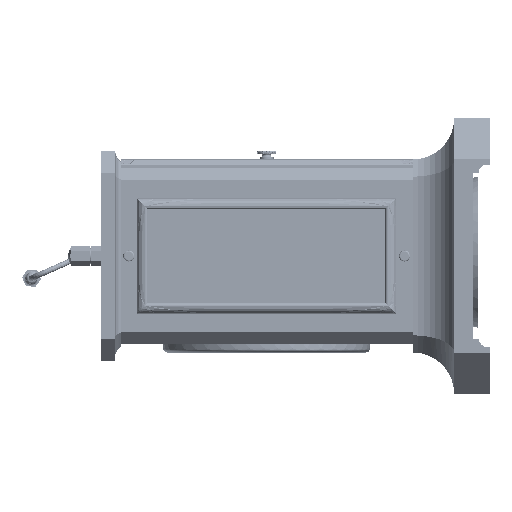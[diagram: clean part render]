
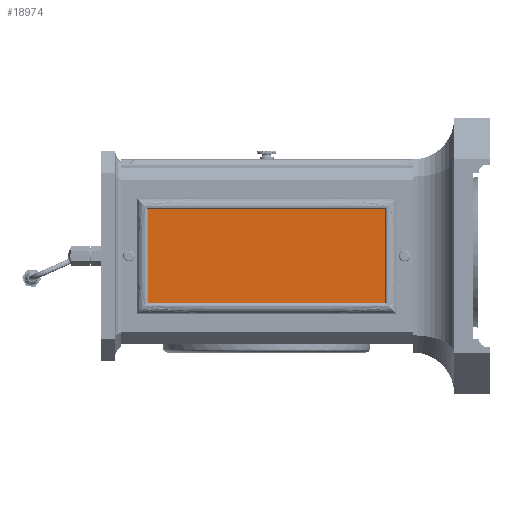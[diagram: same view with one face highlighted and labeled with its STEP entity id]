
A CAD part, left-side view. The second image highlights one B-rep face of the part: STEP entity #18974.
In plain terms, the highlighted free-form (B-spline) face has degree [1, 1] with [2, 2] control points.
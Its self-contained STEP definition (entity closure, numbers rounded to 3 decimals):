
#18876 = VERTEX_POINT('',#18877);
#18877 = CARTESIAN_POINT('',(-78.967,189.224,
    -29.799));
#18882 = EDGE_CURVE('',#18883,#18876,#18885,.T.);
#18883 = VERTEX_POINT('',#18884);
#18884 = CARTESIAN_POINT('',(-78.967,189.224,
    29.799));
#18885 = B_SPLINE_CURVE_WITH_KNOTS('',1,(#18886,#18887),.UNSPECIFIED.,
  .F.,.F.,(2,2),(0.,40.),.PIECEWISE_BEZIER_KNOTS.);
#18886 = CARTESIAN_POINT('',(-78.967,189.224,
    29.799));
#18887 = CARTESIAN_POINT('',(-78.967,189.224,
    -29.799));
#18910 = VERTEX_POINT('',#18911);
#18911 = CARTESIAN_POINT('',(-78.967,52.148,
    -29.799));
#18916 = EDGE_CURVE('',#18876,#18910,#18917,.T.);
#18917 = B_SPLINE_CURVE_WITH_KNOTS('',1,(#18918,#18919),.UNSPECIFIED.,
  .F.,.F.,(2,2),(0.,92.),.PIECEWISE_BEZIER_KNOTS.);
#18918 = CARTESIAN_POINT('',(-78.967,189.224,
    -29.799));
#18919 = CARTESIAN_POINT('',(-78.967,52.148,
    -29.799));
#18938 = VERTEX_POINT('',#18939);
#18939 = CARTESIAN_POINT('',(-78.967,52.148,
    29.799));
#18944 = EDGE_CURVE('',#18910,#18938,#18945,.T.);
#18945 = B_SPLINE_CURVE_WITH_KNOTS('',1,(#18946,#18947),.UNSPECIFIED.,
  .F.,.F.,(2,2),(0.,40.),.PIECEWISE_BEZIER_KNOTS.);
#18946 = CARTESIAN_POINT('',(-78.967,52.148,
    -29.799));
#18947 = CARTESIAN_POINT('',(-78.967,52.148,
    29.799));
#18964 = EDGE_CURVE('',#18938,#18883,#18965,.T.);
#18965 = B_SPLINE_CURVE_WITH_KNOTS('',1,(#18966,#18967),.UNSPECIFIED.,
  .F.,.F.,(2,2),(0.,92.),.PIECEWISE_BEZIER_KNOTS.);
#18966 = CARTESIAN_POINT('',(-78.967,52.148,
    29.799));
#18967 = CARTESIAN_POINT('',(-78.967,189.224,
    29.799));
#18974 = ADVANCED_FACE('',(#18975),#18981,.T.);
#18975 = FACE_BOUND('',#18976,.T.);
#18976 = EDGE_LOOP('',(#18977,#18978,#18979,#18980));
#18977 = ORIENTED_EDGE('',*,*,#18882,.T.);
#18978 = ORIENTED_EDGE('',*,*,#18916,.T.);
#18979 = ORIENTED_EDGE('',*,*,#18944,.T.);
#18980 = ORIENTED_EDGE('',*,*,#18964,.T.);
#18981 = B_SPLINE_SURFACE_WITH_KNOTS('',1,1,(
    (#18982,#18983)
    ,(#18984,#18985
    )),.UNSPECIFIED.,.F.,.F.,.F.,(2,2),(2,2),(-46.,46.),(-20.,20.),
  .PIECEWISE_BEZIER_KNOTS.);
#18982 = CARTESIAN_POINT('',(-78.967,52.148,
    29.799));
#18983 = CARTESIAN_POINT('',(-78.967,52.148,
    -29.799));
#18984 = CARTESIAN_POINT('',(-78.967,189.224,
    29.799));
#18985 = CARTESIAN_POINT('',(-78.967,189.224,
    -29.799));
